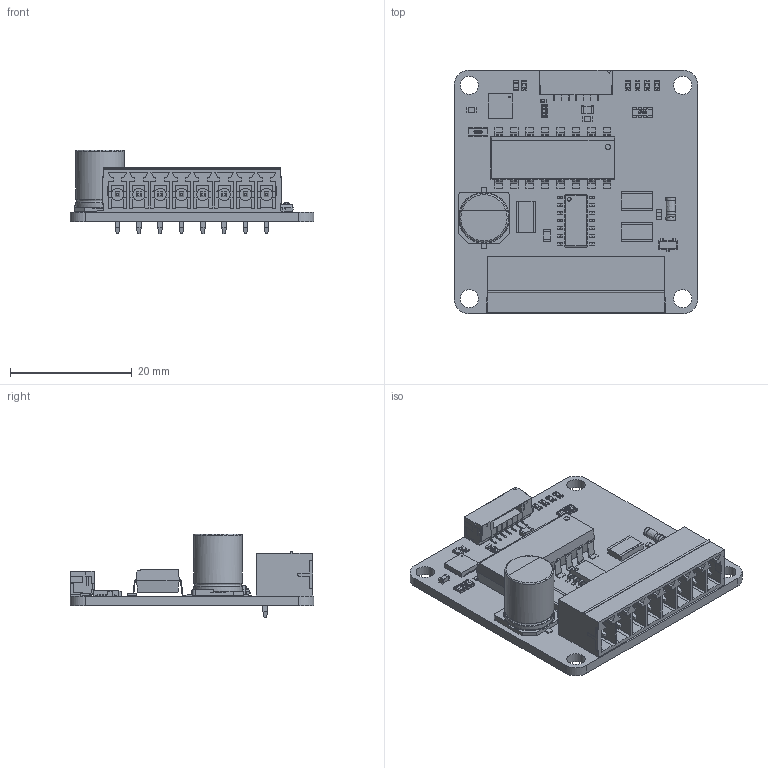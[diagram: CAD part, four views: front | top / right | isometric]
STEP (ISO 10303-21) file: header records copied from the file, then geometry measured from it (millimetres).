
FILE_DESCRIPTION(('FreeCAD Model'),'2;1');
FILE_NAME('industrial-digital-out-4-v2.step','2018-07-31T11:30:05',('kicad StepUp'),( 'ksu MCAD'),'Open CASCADE STEP processor 7.3','FreeCAD','Unknown');
FILE_SCHEMA(('AUTOMOTIVE_DESIGN { 1 0 10303 214 1 1 1 1 }'));
Length unit declared in the file: millimetre
Products named in the file (31): industrial-digital-out-4-v2; Board_Geoms; Pcb; Step_Models; Top; QFN-24_4x4mm_Pitch0.5mm_; C_0805_; C_0805_001; c_elec_8x10_; C_0402_; C_0603_; C_0603_001; MiniMelf_; D_0603_blue_; D_0603_blue_001; D_0603_blue_002; D_0603_blue_003; D_0603_blue_004; BrickletConn_7pin_; 8er_Phoenix_Buchse_; SOT23_; R_0603_; R_0603_001; R_4x0603_; R_4x1206_; R_4x1206_001; R_4x1206_002; Cut_; R_4x0603_001; DIP-16_SMD_; soic_14_39x87_p127_
Assembly tree (30 placements, depth 4):
  industrial-digital-out-4-v2
    Board_Geoms
      Pcb
    Step_Models
      Top
        QFN-24_4x4mm_Pitch0.5mm_
        C_0805_
        C_0805_001
        c_elec_8x10_
        C_0402_
        C_0603_
        C_0603_001
        MiniMelf_
        D_0603_blue_
        D_0603_blue_001
        D_0603_blue_002
        D_0603_blue_003
        D_0603_blue_004
        BrickletConn_7pin_
        8er_Phoenix_Buchse_
        SOT23_
        R_0603_
        R_0603_001
        R_4x0603_
        R_4x1206_
        R_4x1206_001
        R_4x1206_002
        Cut_
        R_4x0603_001
        DIP-16_SMD_
        soic_14_39x87_p127_
Bounding box: 40 x 40 x 13.77 mm (x, y, z)
Volume: 4658.1 mm3; surface area: 8295.1 mm2
Topology: 40 solids, 43 shells, 3058 faces, 8498 edges, 5558 vertices
Faces by surface type: plane 2347, cylinder 378, bspline 328, torus 4, revolution 1
Full cylindrical faces by diameter (mm): 0.6 x1, 1.4 x8, 2 x8, 3 x4, 8 x2
Entity records: 119921 total; most frequent: CARTESIAN_POINT 21319, ORIENTED_EDGE 16988, DIRECTION 14172, EDGE_CURVE 8498, LINE 7081, VECTOR 7081, VERTEX_POINT 5558, AXIS2_PLACEMENT_3D 3545
